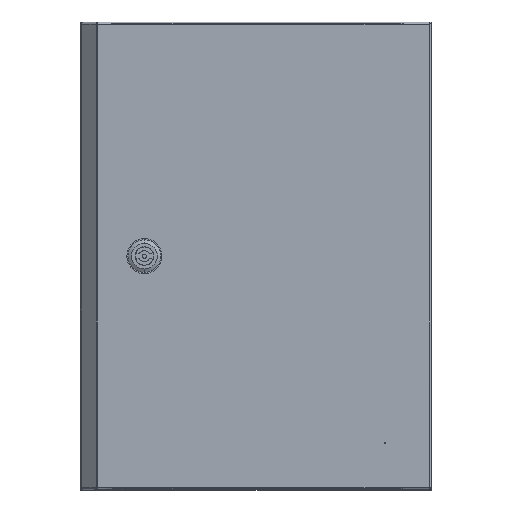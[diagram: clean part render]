
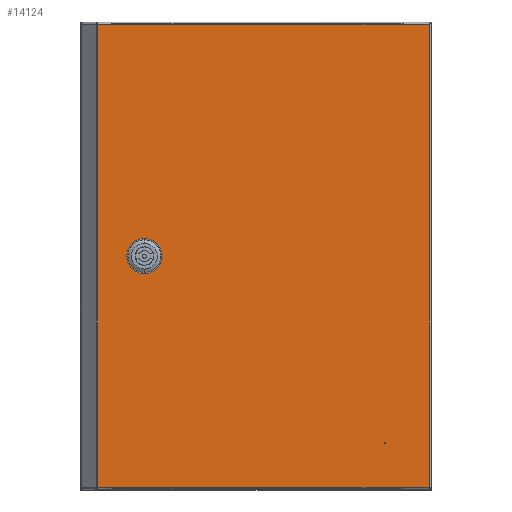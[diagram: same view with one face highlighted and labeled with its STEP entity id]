
A CAD part, top view. The second image highlights one B-rep face of the part: STEP entity #14124.
In plain terms, the highlighted face is planar.
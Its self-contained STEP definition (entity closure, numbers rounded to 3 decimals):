
#212 = CARTESIAN_POINT ( 'NONE',  ( 0.785, 0., 0. ) ) ;
#412 = CARTESIAN_POINT ( 'NONE',  ( 50.5, 0., 191.75 ) ) ;
#716 = LINE ( 'NONE', #17834, #22762 ) ;
#868 = DIRECTION ( 'NONE',  ( 0., 0., 1. ) ) ;
#1444 = DIRECTION ( 'NONE',  ( 0., -1., 0. ) ) ;
#1471 = DIRECTION ( 'NONE',  ( -1., 0., 0. ) ) ;
#1626 = VERTEX_POINT ( 'NONE', #15977 ) ;
#1736 = VERTEX_POINT ( 'NONE', #7908 ) ;
#1929 = ORIENTED_EDGE ( 'NONE', *, *, #15694, .F. ) ;
#2023 = ORIENTED_EDGE ( 'NONE', *, *, #30425, .F. ) ;
#2236 = EDGE_CURVE ( 'NONE', #23788, #17359, #10475, .T. ) ;
#2241 = CARTESIAN_POINT ( 'NONE',  ( 34.5, 0., 207.75 ) ) ;
#2776 = ORIENTED_EDGE ( 'NONE', *, *, #6942, .F. ) ;
#3029 = VECTOR ( 'NONE', #8202, 1000. ) ;
#3658 = ORIENTED_EDGE ( 'NONE', *, *, #2236, .F. ) ;
#3710 = CARTESIAN_POINT ( 'NONE',  ( 47., 0., 207.75 ) ) ;
#3886 = ORIENTED_EDGE ( 'NONE', *, *, #9099, .F. ) ;
#3930 = CARTESIAN_POINT ( 'NONE',  ( 47., 0., 204.25 ) ) ;
#4081 = CARTESIAN_POINT ( 'NONE',  ( 31., 0., 204.25 ) ) ;
#4205 = DIRECTION ( 'NONE',  ( 0., 0., -1. ) ) ;
#4568 = LINE ( 'NONE', #6459, #25801 ) ;
#5257 = VECTOR ( 'NONE', #1471, 1000. ) ;
#5670 = VERTEX_POINT ( 'NONE', #2241 ) ;
#5834 = DIRECTION ( 'NONE',  ( 1., 0., 0. ) ) ;
#5963 = LINE ( 'NONE', #29855, #20776 ) ;
#6358 = LINE ( 'NONE', #25673, #27325 ) ;
#6459 = CARTESIAN_POINT ( 'NONE',  ( 0., 0., 0. ) ) ;
#6474 = CARTESIAN_POINT ( 'NONE',  ( 284., 0., 0. ) ) ;
#6582 = VECTOR ( 'NONE', #18320, 1000. ) ;
#6942 = EDGE_CURVE ( 'NONE', #12505, #18074, #25757, .T. ) ;
#6994 = ORIENTED_EDGE ( 'NONE', *, *, #7641, .F. ) ;
#7327 = EDGE_CURVE ( 'NONE', #12005, #23788, #5963, .T. ) ;
#7459 = CARTESIAN_POINT ( 'NONE',  ( 284., 0., 396. ) ) ;
#7536 = DIRECTION ( 'NONE',  ( -1., 0., 0. ) ) ;
#7641 = EDGE_CURVE ( 'NONE', #18074, #5670, #12681, .T. ) ;
#7908 = CARTESIAN_POINT ( 'NONE',  ( 0.785, 0., 396. ) ) ;
#8202 = DIRECTION ( 'NONE',  ( 0., 0., -1. ) ) ;
#9099 = EDGE_CURVE ( 'NONE', #21078, #12005, #12266, .T. ) ;
#9309 = PLANE ( 'NONE',  #10421 ) ;
#9605 = FACE_BOUND ( 'NONE', #13333, .T. ) ;
#10246 = VECTOR ( 'NONE', #4205, 1000. ) ;
#10388 = CARTESIAN_POINT ( 'NONE',  ( 34.5, 0., 191.75 ) ) ;
#10421 = AXIS2_PLACEMENT_3D ( 'NONE', #18886, #26570, #28485 ) ;
#10475 = CIRCLE ( 'NONE', #20014, 3.5 ) ;
#10667 = CARTESIAN_POINT ( 'NONE',  ( 34.5, 0., 204.25 ) ) ;
#10699 = DIRECTION ( 'NONE',  ( 0., -1., 0. ) ) ;
#10825 = EDGE_LOOP ( 'NONE', ( #2023, #25193, #27861, #26722 ) ) ;
#11022 = DIRECTION ( 'NONE',  ( -1., 0., 0. ) ) ;
#11778 = AXIS2_PLACEMENT_3D ( 'NONE', #10388, #10699, #5834 ) ;
#11939 = CARTESIAN_POINT ( 'NONE',  ( 47., 0., 188.25 ) ) ;
#12005 = VERTEX_POINT ( 'NONE', #23874 ) ;
#12266 = CIRCLE ( 'NONE', #11778, 3.5 ) ;
#12505 = VERTEX_POINT ( 'NONE', #24997 ) ;
#12681 = LINE ( 'NONE', #15207, #5257 ) ;
#13333 = EDGE_LOOP ( 'NONE', ( #2776, #17392, #3658, #17199, #3886, #16581, #1929, #6994 ) ) ;
#14006 = CARTESIAN_POINT ( 'NONE',  ( 31., 0., 191.75 ) ) ;
#14124 = ADVANCED_FACE ( 'NONE', ( #9605, #16998 ), #9309, .T. ) ;
#14616 = AXIS2_PLACEMENT_3D ( 'NONE', #10667, #20261, #7536 ) ;
#15207 = CARTESIAN_POINT ( 'NONE',  ( 47., 0., 207.75 ) ) ;
#15554 = DIRECTION ( 'NONE',  ( 1., 0., 0. ) ) ;
#15694 = EDGE_CURVE ( 'NONE', #5670, #23706, #26669, .T. ) ;
#15945 = DIRECTION ( 'NONE',  ( 0., 0., -1. ) ) ;
#15977 = CARTESIAN_POINT ( 'NONE',  ( 284., 0., 396. ) ) ;
#16426 = EDGE_CURVE ( 'NONE', #23706, #21078, #29575, .T. ) ;
#16581 = ORIENTED_EDGE ( 'NONE', *, *, #16426, .F. ) ;
#16720 = AXIS2_PLACEMENT_3D ( 'NONE', #3930, #17631, #22823 ) ;
#16998 = FACE_OUTER_BOUND ( 'NONE', #10825, .T. ) ;
#17199 = ORIENTED_EDGE ( 'NONE', *, *, #7327, .F. ) ;
#17359 = VERTEX_POINT ( 'NONE', #412 ) ;
#17392 = ORIENTED_EDGE ( 'NONE', *, *, #24980, .F. ) ;
#17631 = DIRECTION ( 'NONE',  ( 0., -1., 0. ) ) ;
#17834 = CARTESIAN_POINT ( 'NONE',  ( 50.5, 0., 191.75 ) ) ;
#18074 = VERTEX_POINT ( 'NONE', #3710 ) ;
#18320 = DIRECTION ( 'NONE',  ( -1., 0., 0. ) ) ;
#18886 = CARTESIAN_POINT ( 'NONE',  ( 0., 0., 396. ) ) ;
#18945 = EDGE_CURVE ( 'NONE', #1626, #21125, #23247, .T. ) ;
#19385 = EDGE_CURVE ( 'NONE', #1736, #23448, #6358, .T. ) ;
#20014 = AXIS2_PLACEMENT_3D ( 'NONE', #20466, #1444, #11022 ) ;
#20261 = DIRECTION ( 'NONE',  ( 0., -1., 0. ) ) ;
#20466 = CARTESIAN_POINT ( 'NONE',  ( 47., 0., 191.75 ) ) ;
#20680 = CARTESIAN_POINT ( 'NONE',  ( 0., 0., 396. ) ) ;
#20776 = VECTOR ( 'NONE', #15554, 1000. ) ;
#21078 = VERTEX_POINT ( 'NONE', #14006 ) ;
#21125 = VERTEX_POINT ( 'NONE', #6474 ) ;
#22762 = VECTOR ( 'NONE', #868, 1000. ) ;
#22823 = DIRECTION ( 'NONE',  ( -1., 0., 0. ) ) ;
#23247 = LINE ( 'NONE', #7459, #10246 ) ;
#23448 = VERTEX_POINT ( 'NONE', #212 ) ;
#23706 = VERTEX_POINT ( 'NONE', #4081 ) ;
#23759 = DIRECTION ( 'NONE',  ( -1., 0., 0. ) ) ;
#23788 = VERTEX_POINT ( 'NONE', #11939 ) ;
#23874 = CARTESIAN_POINT ( 'NONE',  ( 34.5, 0., 188.25 ) ) ;
#24980 = EDGE_CURVE ( 'NONE', #17359, #12505, #716, .T. ) ;
#24997 = CARTESIAN_POINT ( 'NONE',  ( 50.5, 0., 204.25 ) ) ;
#25193 = ORIENTED_EDGE ( 'NONE', *, *, #18945, .F. ) ;
#25673 = CARTESIAN_POINT ( 'NONE',  ( 0.785, 0., 396. ) ) ;
#25757 = CIRCLE ( 'NONE', #16720, 3.5 ) ;
#25801 = VECTOR ( 'NONE', #23759, 1000. ) ;
#26499 = EDGE_CURVE ( 'NONE', #1626, #1736, #27451, .T. ) ;
#26570 = DIRECTION ( 'NONE',  ( 0., -1., 0. ) ) ;
#26669 = CIRCLE ( 'NONE', #14616, 3.5 ) ;
#26722 = ORIENTED_EDGE ( 'NONE', *, *, #19385, .T. ) ;
#26748 = CARTESIAN_POINT ( 'NONE',  ( 31., 0., 191.75 ) ) ;
#27325 = VECTOR ( 'NONE', #15945, 1000. ) ;
#27451 = LINE ( 'NONE', #20680, #6582 ) ;
#27861 = ORIENTED_EDGE ( 'NONE', *, *, #26499, .T. ) ;
#28485 = DIRECTION ( 'NONE',  ( 0., 0., -1. ) ) ;
#29575 = LINE ( 'NONE', #26748, #3029 ) ;
#29855 = CARTESIAN_POINT ( 'NONE',  ( 47., 0., 188.25 ) ) ;
#30425 = EDGE_CURVE ( 'NONE', #21125, #23448, #4568, .T. ) ;
